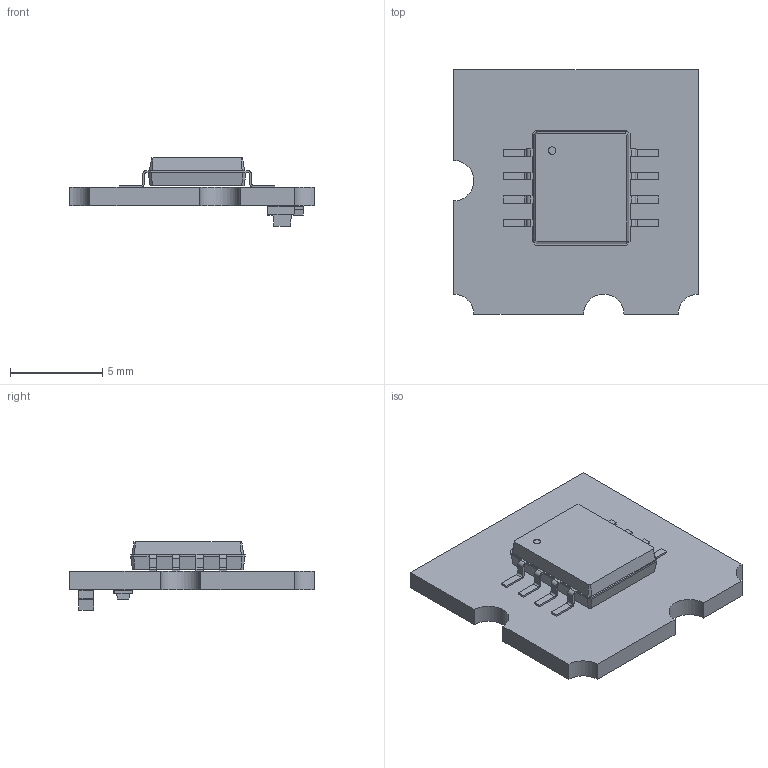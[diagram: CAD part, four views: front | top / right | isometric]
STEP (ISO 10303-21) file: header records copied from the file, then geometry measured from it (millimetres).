
FILE_DESCRIPTION(('FreeCAD Model'),'2;1');
FILE_NAME('TLI5012B1.step', '2019-07-25T12:10:44',('kicad StepUp'),('ksu MCAD'), 'Open CASCADE STEP processor 6.9','FreeCAD','Unknown');
FILE_SCHEMA(('AUTOMOTIVE_DESIGN { 1 0 10303 214 1 1 1 1 }'));
Length unit declared in the file: millimetre
Products named in the file (5): ASSEMBLY; Pcb; SO_8_53x62mm_P127mm_; LED_0603_1608Metric_; LED_0402_1005Metric_
Assembly tree (4 placements, depth 2):
  ASSEMBLY
    Pcb
    SO_8_53x62mm_P127mm_
    LED_0603_1608Metric_
    LED_0402_1005Metric_
Bounding box: 13.25 x 13.25 x 3.7 mm (x, y, z)
Volume: 218.1 mm3; surface area: 515.2 mm2
Topology: 4 solids, 4 shells, 268 faces, 699 edges, 442 vertices
Faces by surface type: plane 183, cylinder 53, bspline 32
Full cylindrical faces by diameter (mm): 0.4 x1
Entity records: 9909 total; most frequent: CARTESIAN_POINT 1542, ORIENTED_EDGE 1398, DIRECTION 1255, EDGE_CURVE 699, LINE 561, VECTOR 561, VERTEX_POINT 442, AXIS2_PLACEMENT_3D 347
